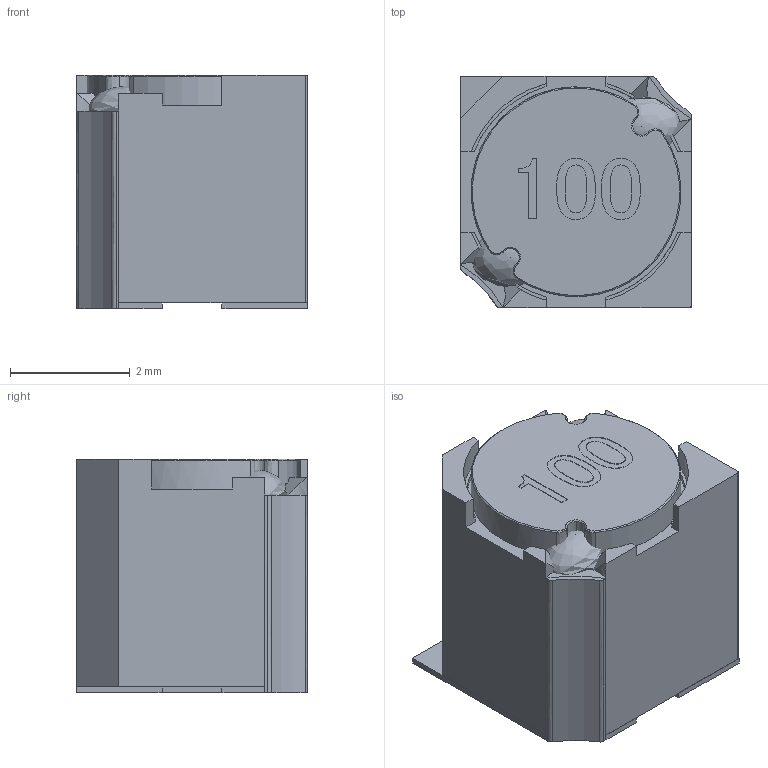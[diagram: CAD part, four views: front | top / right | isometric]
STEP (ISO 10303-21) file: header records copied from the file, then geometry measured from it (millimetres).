
FILE_DESCRIPTION( ('This file contains a STEP AP42 implementation' ,'as created by ZW3D STEP Interface translator.') ,'2;1' );
FILE_NAME( 'DH3040-F(100).stp' ,'14 925. 935 5', (''), ('ZWCAD Software Co.'), 'Version 1.0', 'ZW3D to STEP translator', '' );
FILE_SCHEMA( ('CONFIG_CONTROL_DESIGN') );
Length unit declared in the file: millimetre
Products named in the file (1): 0
Bounding box: 3.85 x 3.85 x 3.9 mm (x, y, z)
Volume: 37.7 mm3; surface area: 182.2 mm2
Topology: 12 solids, 12 shells, 204 faces, 510 edges, 332 vertices
Faces by surface type: bspline 204
Entity records: 8491 total; most frequent: CARTESIAN_POINT 5436, ORIENTED_EDGE 1012, EDGE_CURVE 506, B_SPLINE_CURVE_WITH_KNOTS 385, VERTEX_POINT 332, EDGE_LOOP 212, FACE_OUTER_BOUND 204, ADVANCED_FACE 204
